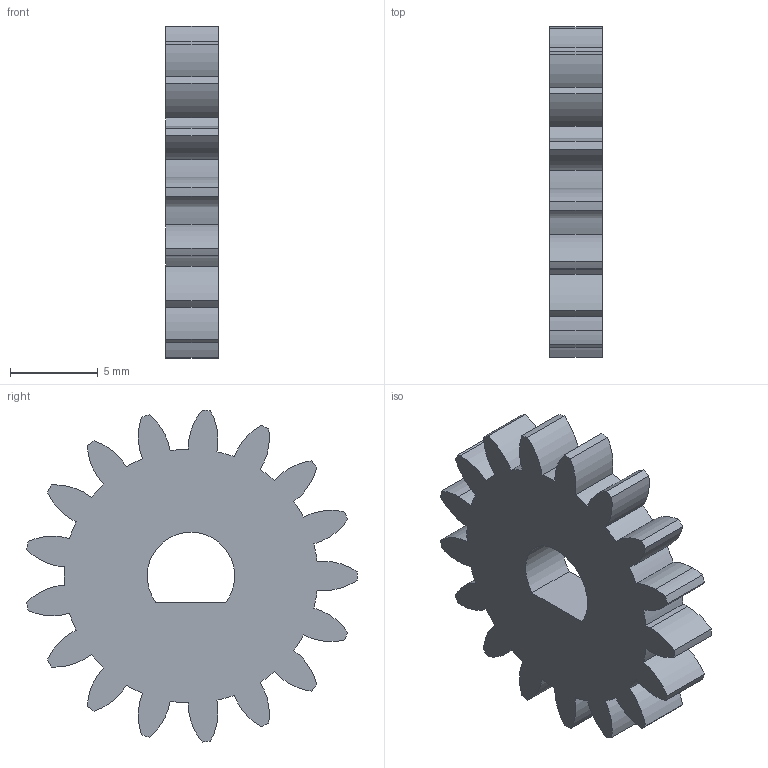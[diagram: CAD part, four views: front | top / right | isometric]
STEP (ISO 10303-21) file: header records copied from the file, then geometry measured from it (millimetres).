
FILE_DESCRIPTION (( 'STEP AP214' ), '1' );
FILE_NAME ('植雄喘.STEP', '2024-01-29T19:37:26', ( '' ), ( '' ), 'SwSTEP 2.0', 'SolidWorks 2022', '' );
FILE_SCHEMA (( 'AUTOMOTIVE_DESIGN' ));
Length unit declared in the file: millimetre
Products named in the file (1): 从动齿
Bounding box: 3 x 18.88 x 18.96 mm (x, y, z)
Volume: 600.6 mm3; surface area: 769.3 mm2
Topology: 1 solids, 1 shells, 77 faces, 225 edges, 150 vertices
Faces by surface type: cylinder 74, plane 3
Entity records: 2685 total; most frequent: DIRECTION 529, CARTESIAN_POINT 453, ORIENTED_EDGE 450, AXIS2_PLACEMENT_3D 226, EDGE_CURVE 225, VERTEX_POINT 150, CIRCLE 148, EDGE_LOOP 79
